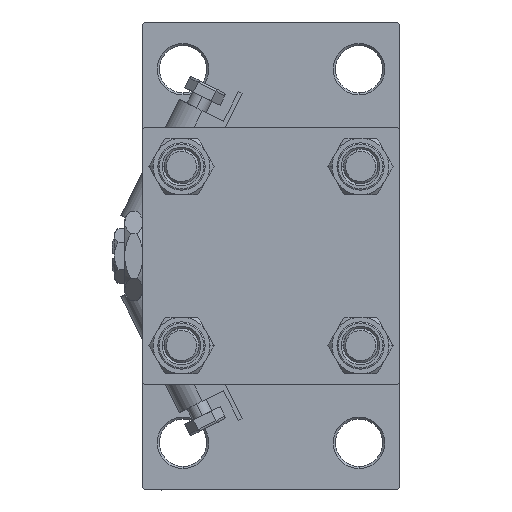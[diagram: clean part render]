
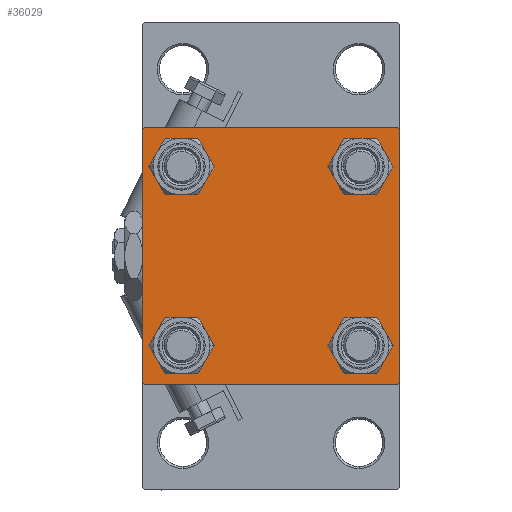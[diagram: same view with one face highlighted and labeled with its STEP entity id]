
A CAD part, left-side view. The second image highlights one B-rep face of the part: STEP entity #36029.
In plain terms, the highlighted planar face has unit normal (-1, 0, 0).
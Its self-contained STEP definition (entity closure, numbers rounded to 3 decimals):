
#85 = ORIENTED_EDGE ( 'NONE', *, *, #8709, .T. ) ;
#595 = DIRECTION ( 'NONE',  ( 0., 0.707, -0.707 ) ) ;
#632 = CARTESIAN_POINT ( 'NONE',  ( 0., 30., 29.5 ) ) ;
#1365 = VERTEX_POINT ( 'NONE', #49184 ) ;
#1423 = EDGE_CURVE ( 'NONE', #45176, #25442, #23861, .T. ) ;
#1740 = ORIENTED_EDGE ( 'NONE', *, *, #21127, .T. ) ;
#1782 = CARTESIAN_POINT ( 'NONE',  ( 0., -30., 29.5 ) ) ;
#1852 = CIRCLE ( 'NONE', #20836, 4.5 ) ;
#1872 = ORIENTED_EDGE ( 'NONE', *, *, #20812, .F. ) ;
#2255 = ORIENTED_EDGE ( 'NONE', *, *, #49421, .T. ) ;
#2644 = EDGE_CURVE ( 'NONE', #22373, #9488, #20622, .T. ) ;
#2835 = VECTOR ( 'NONE', #44504, 1000. ) ;
#3094 = DIRECTION ( 'NONE',  ( 1., 0., 0. ) ) ;
#4154 = CARTESIAN_POINT ( 'NONE',  ( 0., 20.85, 16.35 ) ) ;
#4237 = ORIENTED_EDGE ( 'NONE', *, *, #14151, .T. ) ;
#4763 = EDGE_CURVE ( 'NONE', #16144, #25341, #16663, .T. ) ;
#5109 = EDGE_CURVE ( 'NONE', #32804, #5356, #19760, .T. ) ;
#5132 = VECTOR ( 'NONE', #14361, 1000. ) ;
#5192 = VERTEX_POINT ( 'NONE', #1782 ) ;
#5249 = ORIENTED_EDGE ( 'NONE', *, *, #2644, .T. ) ;
#5356 = VERTEX_POINT ( 'NONE', #12534 ) ;
#7414 = CARTESIAN_POINT ( 'NONE',  ( 0., 30., 30. ) ) ;
#7791 = CIRCLE ( 'NONE', #25826, 4.5 ) ;
#8709 = EDGE_CURVE ( 'NONE', #5192, #49287, #20912, .T. ) ;
#9058 = CARTESIAN_POINT ( 'NONE',  ( 0., -20.85, -16.35 ) ) ;
#9488 = VERTEX_POINT ( 'NONE', #632 ) ;
#9694 = AXIS2_PLACEMENT_3D ( 'NONE', #26135, #15780, #41575 ) ;
#9821 = DIRECTION ( 'NONE',  ( 0., 0., 1. ) ) ;
#9920 = CARTESIAN_POINT ( 'NONE',  ( 0., -20.85, -20.85 ) ) ;
#10115 = ORIENTED_EDGE ( 'NONE', *, *, #27784, .T. ) ;
#10211 = FACE_BOUND ( 'NONE', #38941, .T. ) ;
#10467 = PLANE ( 'NONE',  #9694 ) ;
#10495 = CARTESIAN_POINT ( 'NONE',  ( 0., -30., 30. ) ) ;
#11542 = AXIS2_PLACEMENT_3D ( 'NONE', #34794, #50459, #46597 ) ;
#11701 = CARTESIAN_POINT ( 'NONE',  ( 0., -20.85, 25.35 ) ) ;
#12243 = EDGE_CURVE ( 'NONE', #22373, #49287, #34393, .T. ) ;
#12534 = CARTESIAN_POINT ( 'NONE',  ( 0., 20.85, 25.35 ) ) ;
#13987 = AXIS2_PLACEMENT_3D ( 'NONE', #24422, #27765, #28282 ) ;
#14061 = FACE_OUTER_BOUND ( 'NONE', #17188, .T. ) ;
#14151 = EDGE_CURVE ( 'NONE', #17752, #46737, #7791, .T. ) ;
#14361 = DIRECTION ( 'NONE',  ( 0., -0.707, 0.707 ) ) ;
#14488 = ORIENTED_EDGE ( 'NONE', *, *, #33709, .T. ) ;
#15017 = CARTESIAN_POINT ( 'NONE',  ( 0., -20.85, 20.85 ) ) ;
#15128 = DIRECTION ( 'NONE',  ( 0., 0., -1. ) ) ;
#15601 = EDGE_LOOP ( 'NONE', ( #1740, #40982 ) ) ;
#15780 = DIRECTION ( 'NONE',  ( -1., 0., 0. ) ) ;
#16144 = VERTEX_POINT ( 'NONE', #38641 ) ;
#16663 = LINE ( 'NONE', #40823, #41919 ) ;
#16794 = EDGE_LOOP ( 'NONE', ( #39756, #35615 ) ) ;
#17188 = EDGE_LOOP ( 'NONE', ( #37984, #20428, #10115, #27578, #1872, #85, #47471, #5249 ) ) ;
#17752 = VERTEX_POINT ( 'NONE', #42444 ) ;
#17917 = FACE_BOUND ( 'NONE', #16794, .T. ) ;
#18044 = EDGE_CURVE ( 'NONE', #9488, #16144, #19241, .T. ) ;
#19241 = LINE ( 'NONE', #7414, #45524 ) ;
#19382 = CARTESIAN_POINT ( 'NONE',  ( 0., 29.5, -30. ) ) ;
#19760 = CIRCLE ( 'NONE', #13987, 4.5 ) ;
#20428 = ORIENTED_EDGE ( 'NONE', *, *, #4763, .T. ) ;
#20534 = CARTESIAN_POINT ( 'NONE',  ( 0., 20.85, -20.85 ) ) ;
#20622 = LINE ( 'NONE', #40170, #28810 ) ;
#20812 = EDGE_CURVE ( 'NONE', #5192, #1365, #38006, .T. ) ;
#20836 = AXIS2_PLACEMENT_3D ( 'NONE', #23146, #47035, #26749 ) ;
#20912 = LINE ( 'NONE', #36606, #49380 ) ;
#20994 = VERTEX_POINT ( 'NONE', #40788 ) ;
#21127 = EDGE_CURVE ( 'NONE', #25442, #45176, #31417, .T. ) ;
#21368 = VERTEX_POINT ( 'NONE', #11701 ) ;
#22373 = VERTEX_POINT ( 'NONE', #38155 ) ;
#23146 = CARTESIAN_POINT ( 'NONE',  ( 0., 20.85, 20.85 ) ) ;
#23861 = CIRCLE ( 'NONE', #11542, 4.5 ) ;
#24422 = CARTESIAN_POINT ( 'NONE',  ( 0., 20.85, 20.85 ) ) ;
#24911 = VECTOR ( 'NONE', #30788, 1000. ) ;
#25244 = EDGE_CURVE ( 'NONE', #21368, #26296, #38151, .T. ) ;
#25341 = VERTEX_POINT ( 'NONE', #19382 ) ;
#25442 = VERTEX_POINT ( 'NONE', #9058 ) ;
#25484 = CARTESIAN_POINT ( 'NONE',  ( 0., 20.85, -20.85 ) ) ;
#25588 = DIRECTION ( 'NONE',  ( 1., 0., 0. ) ) ;
#25715 = CARTESIAN_POINT ( 'NONE',  ( 0., -29.5, 30. ) ) ;
#25826 = AXIS2_PLACEMENT_3D ( 'NONE', #20534, #32610, #36735 ) ;
#26135 = CARTESIAN_POINT ( 'NONE',  ( 0., 0., 0. ) ) ;
#26296 = VERTEX_POINT ( 'NONE', #29952 ) ;
#26426 = VECTOR ( 'NONE', #15128, 1000. ) ;
#26749 = DIRECTION ( 'NONE',  ( 0., 0., 1. ) ) ;
#27578 = ORIENTED_EDGE ( 'NONE', *, *, #49594, .T. ) ;
#27765 = DIRECTION ( 'NONE',  ( 1., 0., 0. ) ) ;
#27784 = EDGE_CURVE ( 'NONE', #25341, #20994, #39641, .T. ) ;
#28282 = DIRECTION ( 'NONE',  ( 0., 0., 1. ) ) ;
#28554 = CARTESIAN_POINT ( 'NONE',  ( 0., -20.85, 20.85 ) ) ;
#28810 = VECTOR ( 'NONE', #595, 1000. ) ;
#29175 = CIRCLE ( 'NONE', #29985, 4.5 ) ;
#29952 = CARTESIAN_POINT ( 'NONE',  ( 0., -20.85, 16.35 ) ) ;
#29985 = AXIS2_PLACEMENT_3D ( 'NONE', #28554, #3094, #45222 ) ;
#30178 = EDGE_CURVE ( 'NONE', #26296, #21368, #29175, .T. ) ;
#30577 = AXIS2_PLACEMENT_3D ( 'NONE', #9920, #25588, #41281 ) ;
#30695 = DIRECTION ( 'NONE',  ( 1., 0., 0. ) ) ;
#30788 = DIRECTION ( 'NONE',  ( 0., -1., 0. ) ) ;
#31417 = CIRCLE ( 'NONE', #30577, 4.5 ) ;
#32610 = DIRECTION ( 'NONE',  ( 1., 0., 0. ) ) ;
#32804 = VERTEX_POINT ( 'NONE', #4154 ) ;
#33709 = EDGE_CURVE ( 'NONE', #46737, #17752, #37484, .T. ) ;
#34393 = LINE ( 'NONE', #46454, #24911 ) ;
#34794 = CARTESIAN_POINT ( 'NONE',  ( 0., -20.85, -20.85 ) ) ;
#35615 = ORIENTED_EDGE ( 'NONE', *, *, #30178, .T. ) ;
#36029 = ADVANCED_FACE ( 'NONE', ( #17917, #45664, #10211, #49266, #14061 ), #10467, .T. ) ;
#36606 = CARTESIAN_POINT ( 'NONE',  ( 0., -29.75, 29.75 ) ) ;
#36735 = DIRECTION ( 'NONE',  ( 0., 0., 1. ) ) ;
#37484 = CIRCLE ( 'NONE', #44865, 4.5 ) ;
#37984 = ORIENTED_EDGE ( 'NONE', *, *, #18044, .T. ) ;
#38006 = LINE ( 'NONE', #10495, #26426 ) ;
#38151 = CIRCLE ( 'NONE', #44706, 4.5 ) ;
#38155 = CARTESIAN_POINT ( 'NONE',  ( 0., 29.5, 30. ) ) ;
#38641 = CARTESIAN_POINT ( 'NONE',  ( 0., 30., -29.5 ) ) ;
#38941 = EDGE_LOOP ( 'NONE', ( #14488, #4237 ) ) ;
#39641 = LINE ( 'NONE', #47852, #2835 ) ;
#39756 = ORIENTED_EDGE ( 'NONE', *, *, #25244, .T. ) ;
#39775 = CARTESIAN_POINT ( 'NONE',  ( 0., 20.85, -16.35 ) ) ;
#40170 = CARTESIAN_POINT ( 'NONE',  ( 0., 29.75, 29.75 ) ) ;
#40788 = CARTESIAN_POINT ( 'NONE',  ( 0., -29.5, -30. ) ) ;
#40823 = CARTESIAN_POINT ( 'NONE',  ( 0., 29.75, -29.75 ) ) ;
#40982 = ORIENTED_EDGE ( 'NONE', *, *, #1423, .T. ) ;
#41281 = DIRECTION ( 'NONE',  ( 0., 0., 1. ) ) ;
#41575 = DIRECTION ( 'NONE',  ( 0., 0., 1. ) ) ;
#41688 = DIRECTION ( 'NONE',  ( 1., 0., 0. ) ) ;
#41919 = VECTOR ( 'NONE', #47517, 1000. ) ;
#42444 = CARTESIAN_POINT ( 'NONE',  ( 0., 20.85, -25.35 ) ) ;
#42940 = ORIENTED_EDGE ( 'NONE', *, *, #5109, .T. ) ;
#44504 = DIRECTION ( 'NONE',  ( 0., -1., 0. ) ) ;
#44706 = AXIS2_PLACEMENT_3D ( 'NONE', #15017, #30695, #46362 ) ;
#44865 = AXIS2_PLACEMENT_3D ( 'NONE', #25484, #41688, #9821 ) ;
#45176 = VERTEX_POINT ( 'NONE', #49916 ) ;
#45222 = DIRECTION ( 'NONE',  ( 0., 0., 1. ) ) ;
#45524 = VECTOR ( 'NONE', #50588, 1000. ) ;
#45664 = FACE_BOUND ( 'NONE', #15601, .T. ) ;
#46362 = DIRECTION ( 'NONE',  ( 0., 0., 1. ) ) ;
#46454 = CARTESIAN_POINT ( 'NONE',  ( 0., 30., 30. ) ) ;
#46597 = DIRECTION ( 'NONE',  ( 0., 0., 1. ) ) ;
#46737 = VERTEX_POINT ( 'NONE', #39775 ) ;
#47035 = DIRECTION ( 'NONE',  ( 1., 0., 0. ) ) ;
#47471 = ORIENTED_EDGE ( 'NONE', *, *, #12243, .F. ) ;
#47517 = DIRECTION ( 'NONE',  ( 0., -0.707, -0.707 ) ) ;
#47594 = EDGE_LOOP ( 'NONE', ( #2255, #42940 ) ) ;
#47852 = CARTESIAN_POINT ( 'NONE',  ( 0., 30., -30. ) ) ;
#47895 = DIRECTION ( 'NONE',  ( 0., 0.707, 0.707 ) ) ;
#49060 = CARTESIAN_POINT ( 'NONE',  ( 0., -29.75, -29.75 ) ) ;
#49184 = CARTESIAN_POINT ( 'NONE',  ( 0., -30., -29.5 ) ) ;
#49266 = FACE_BOUND ( 'NONE', #47594, .T. ) ;
#49287 = VERTEX_POINT ( 'NONE', #25715 ) ;
#49299 = LINE ( 'NONE', #49060, #5132 ) ;
#49380 = VECTOR ( 'NONE', #47895, 1000. ) ;
#49421 = EDGE_CURVE ( 'NONE', #5356, #32804, #1852, .T. ) ;
#49594 = EDGE_CURVE ( 'NONE', #20994, #1365, #49299, .T. ) ;
#49916 = CARTESIAN_POINT ( 'NONE',  ( 0., -20.85, -25.35 ) ) ;
#50459 = DIRECTION ( 'NONE',  ( 1., 0., 0. ) ) ;
#50588 = DIRECTION ( 'NONE',  ( 0., 0., -1. ) ) ;
